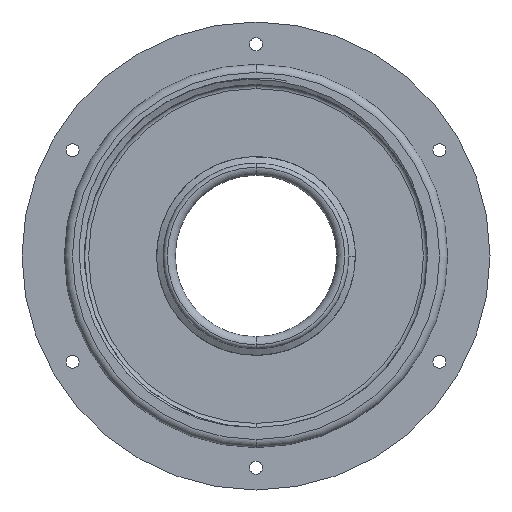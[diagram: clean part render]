
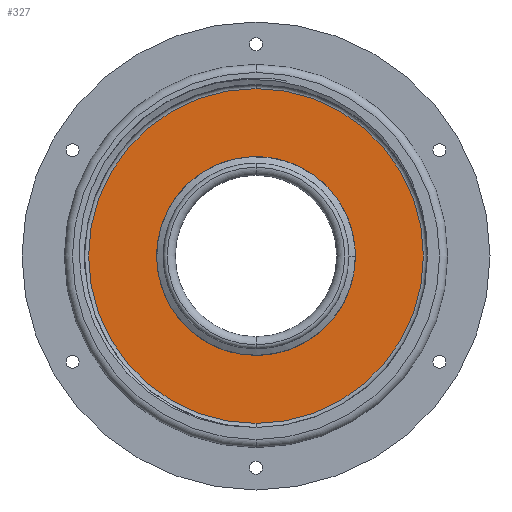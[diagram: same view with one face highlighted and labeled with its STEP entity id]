
A CAD part, front view. The second image highlights one B-rep face of the part: STEP entity #327.
In plain terms, the highlighted planar face has unit normal (0, -1, 0).
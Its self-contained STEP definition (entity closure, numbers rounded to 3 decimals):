
#63 = ORIENTED_EDGE ( 'NONE', *, *, #2083, .T. ) ;
#169 = CARTESIAN_POINT ( 'NONE',  ( 0., 0., 0. ) ) ;
#327 = ADVANCED_FACE ( 'NONE', ( #2072, #1144 ), #4554, .F. ) ;
#355 = EDGE_LOOP ( 'NONE', ( #1826, #2151 ) ) ;
#607 = CARTESIAN_POINT ( 'NONE',  ( 0., 0., -23. ) ) ;
#652 = DIRECTION ( 'NONE',  ( 0., -1., 0. ) ) ;
#674 = CARTESIAN_POINT ( 'NONE',  ( 0., 0., 0. ) ) ;
#701 = DIRECTION ( 'NONE',  ( 0., -1., 0. ) ) ;
#928 = CARTESIAN_POINT ( 'NONE',  ( 0., 0., -41.5 ) ) ;
#1144 = FACE_BOUND ( 'NONE', #355, .T. ) ;
#1312 = ORIENTED_EDGE ( 'NONE', *, *, #5464, .T. ) ;
#1826 = ORIENTED_EDGE ( 'NONE', *, *, #1924, .F. ) ;
#1924 = EDGE_CURVE ( 'NONE', #2282, #5327, #5697, .T. ) ;
#2072 = FACE_OUTER_BOUND ( 'NONE', #2254, .T. ) ;
#2083 = EDGE_CURVE ( 'NONE', #3920, #5024, #2555, .T. ) ;
#2151 = ORIENTED_EDGE ( 'NONE', *, *, #2865, .F. ) ;
#2152 = DIRECTION ( 'NONE',  ( 0., 0., 1. ) ) ;
#2248 = DIRECTION ( 'NONE',  ( 0., -1., 0. ) ) ;
#2254 = EDGE_LOOP ( 'NONE', ( #1312, #63 ) ) ;
#2282 = VERTEX_POINT ( 'NONE', #5935 ) ;
#2555 = CIRCLE ( 'NONE', #5991, 41.5 ) ;
#2596 = DIRECTION ( 'NONE',  ( 0., 0., 1. ) ) ;
#2865 = EDGE_CURVE ( 'NONE', #5327, #2282, #5702, .T. ) ;
#3090 = AXIS2_PLACEMENT_3D ( 'NONE', #3139, #3582, #5518 ) ;
#3139 = CARTESIAN_POINT ( 'NONE',  ( 0., 0., 0. ) ) ;
#3176 = CARTESIAN_POINT ( 'NONE',  ( 0., 0., 0. ) ) ;
#3286 = AXIS2_PLACEMENT_3D ( 'NONE', #674, #701, #3579 ) ;
#3579 = DIRECTION ( 'NONE',  ( 0., 0., 1. ) ) ;
#3582 = DIRECTION ( 'NONE',  ( 0., -1., 0. ) ) ;
#3920 = VERTEX_POINT ( 'NONE', #928 ) ;
#4011 = DIRECTION ( 'NONE',  ( 0., 0., 1. ) ) ;
#4185 = AXIS2_PLACEMENT_3D ( 'NONE', #3176, #2248, #2152 ) ;
#4554 = PLANE ( 'NONE',  #6285 ) ;
#4904 = DIRECTION ( 'NONE',  ( 0., 1., 0. ) ) ;
#5024 = VERTEX_POINT ( 'NONE', #5882 ) ;
#5327 = VERTEX_POINT ( 'NONE', #607 ) ;
#5464 = EDGE_CURVE ( 'NONE', #5024, #3920, #5818, .T. ) ;
#5518 = DIRECTION ( 'NONE',  ( 0., 0., 1. ) ) ;
#5697 = CIRCLE ( 'NONE', #4185, 23. ) ;
#5702 = CIRCLE ( 'NONE', #3286, 23. ) ;
#5818 = CIRCLE ( 'NONE', #3090, 41.5 ) ;
#5882 = CARTESIAN_POINT ( 'NONE',  ( 0., 0., 41.5 ) ) ;
#5935 = CARTESIAN_POINT ( 'NONE',  ( 0., 0., 23. ) ) ;
#5981 = CARTESIAN_POINT ( 'NONE',  ( 0., 0., 0. ) ) ;
#5991 = AXIS2_PLACEMENT_3D ( 'NONE', #5981, #652, #2596 ) ;
#6285 = AXIS2_PLACEMENT_3D ( 'NONE', #169, #4904, #4011 ) ;
